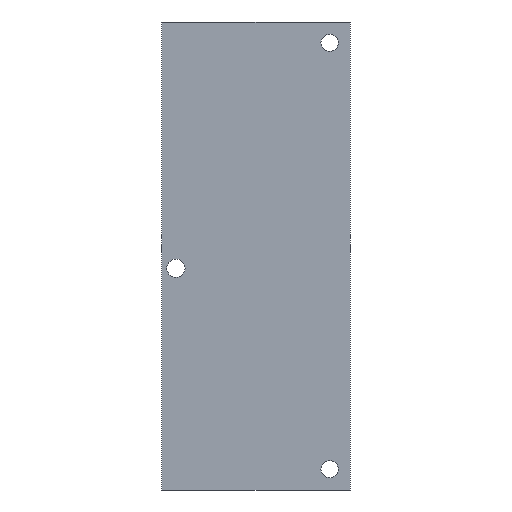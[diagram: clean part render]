
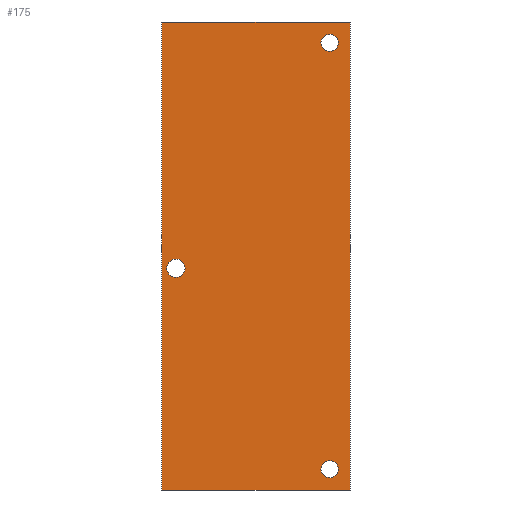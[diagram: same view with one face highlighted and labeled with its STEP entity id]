
A CAD part, front view. The second image highlights one B-rep face of the part: STEP entity #175.
In plain terms, the highlighted planar face has unit normal (0, -1, 0).
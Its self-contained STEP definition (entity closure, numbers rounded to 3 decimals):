
#18=FACE_BOUND('',#48,.T.);
#19=FACE_BOUND('',#49,.T.);
#20=FACE_BOUND('',#50,.T.);
#26=PLANE('',#204);
#35=FACE_OUTER_BOUND('',#47,.T.);
#47=EDGE_LOOP('',(#157,#158,#159,#160));
#48=EDGE_LOOP('',(#161));
#49=EDGE_LOOP('',(#162));
#50=EDGE_LOOP('',(#163));
#54=LINE('',#274,#69);
#58=LINE('',#282,#73);
#61=LINE('',#288,#76);
#64=LINE('',#293,#79);
#69=VECTOR('',#230,10.);
#73=VECTOR('',#236,10.);
#76=VECTOR('',#241,10.);
#79=VECTOR('',#246,10.);
#82=CIRCLE('',#192,1.75);
#84=CIRCLE('',#195,1.65);
#86=CIRCLE('',#198,1.65);
#88=VERTEX_POINT('',#256);
#90=VERTEX_POINT('',#262);
#92=VERTEX_POINT('',#268);
#93=VERTEX_POINT('',#272);
#94=VERTEX_POINT('',#273);
#97=VERTEX_POINT('',#281);
#99=VERTEX_POINT('',#287);
#103=EDGE_CURVE('',#88,#88,#82,.T.);
#106=EDGE_CURVE('',#90,#90,#84,.T.);
#109=EDGE_CURVE('',#92,#92,#86,.T.);
#110=EDGE_CURVE('',#93,#94,#54,.T.);
#114=EDGE_CURVE('',#94,#97,#58,.T.);
#117=EDGE_CURVE('',#97,#99,#61,.T.);
#120=EDGE_CURVE('',#99,#93,#64,.T.);
#157=ORIENTED_EDGE('',*,*,#120,.T.);
#158=ORIENTED_EDGE('',*,*,#110,.T.);
#159=ORIENTED_EDGE('',*,*,#114,.T.);
#160=ORIENTED_EDGE('',*,*,#117,.T.);
#161=ORIENTED_EDGE('',*,*,#103,.T.);
#162=ORIENTED_EDGE('',*,*,#109,.F.);
#163=ORIENTED_EDGE('',*,*,#106,.F.);
#175=ADVANCED_FACE('',(#35,#18,#19,#20),#26,.F.);
#192=AXIS2_PLACEMENT_3D('',#258,#212,#213);
#195=AXIS2_PLACEMENT_3D('',#264,#219,#220);
#198=AXIS2_PLACEMENT_3D('',#270,#226,#227);
#204=AXIS2_PLACEMENT_3D('',#296,#250,#251);
#212=DIRECTION('center_axis',(0.,1.,0.));
#213=DIRECTION('ref_axis',(-1.,0.,0.));
#219=DIRECTION('center_axis',(0.,-1.,0.));
#220=DIRECTION('ref_axis',(1.,0.,0.));
#226=DIRECTION('center_axis',(0.,-1.,0.));
#227=DIRECTION('ref_axis',(1.,0.,0.));
#230=DIRECTION('',(0.,0.,-1.));
#236=DIRECTION('',(1.,0.,0.));
#241=DIRECTION('',(0.,0.,1.));
#246=DIRECTION('',(-1.,0.,0.));
#250=DIRECTION('center_axis',(0.,1.,0.));
#251=DIRECTION('ref_axis',(1.,0.,0.));
#256=CARTESIAN_POINT('',(-35.522,0.,-29.018));
#258=CARTESIAN_POINT('Origin',(-37.272,0.,-29.018));
#262=CARTESIAN_POINT('',(-9.372,0.,-67.676));
#264=CARTESIAN_POINT('Origin',(-7.722,0.,-67.676));
#268=CARTESIAN_POINT('',(-9.372,0.,14.324));
#270=CARTESIAN_POINT('Origin',(-7.722,0.,14.324));
#272=CARTESIAN_POINT('',(-40.022,0.,18.324));
#273=CARTESIAN_POINT('',(-40.022,0.,-71.676));
#274=CARTESIAN_POINT('',(-40.022,0.,18.324));
#281=CARTESIAN_POINT('',(-3.722,0.,-71.676));
#282=CARTESIAN_POINT('',(-40.022,0.,-71.676));
#287=CARTESIAN_POINT('',(-3.722,0.,18.324));
#288=CARTESIAN_POINT('',(-3.722,0.,-71.676));
#293=CARTESIAN_POINT('',(-3.722,0.,18.324));
#296=CARTESIAN_POINT('Origin',(-21.872,0.,-26.676));
